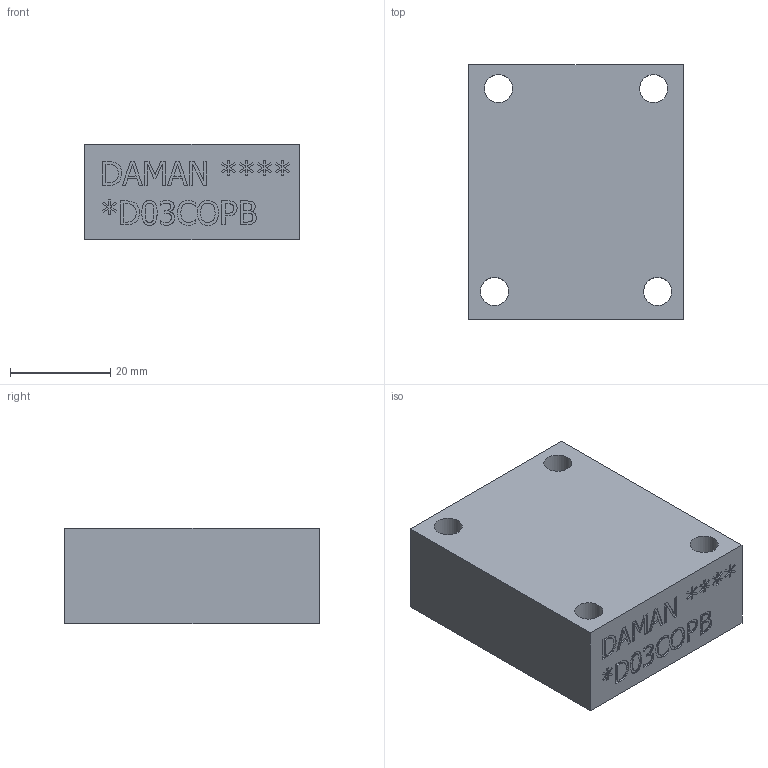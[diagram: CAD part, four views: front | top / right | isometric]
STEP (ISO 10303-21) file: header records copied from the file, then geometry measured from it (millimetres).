
FILE_DESCRIPTION(/* description */ (''),/* implementation_level */ '2;1');
FILE_NAME(/* name */ '_D03COPB.stp',/* time_stamp */ '2021-12-08T09:10:32-05:00',/* author */ ('jrf'),/* organization */ (''),/* preprocessor_version */ 'ST-DEVELOPER v18',/* originating_system */ 'Autodesk Inventor 2020',/* authorisation */ '');
FILE_SCHEMA (('AUTOMOTIVE_DESIGN { 1 0 10303 214 3 1 1 }'));
Length unit declared in the file: inch
Products named in the file (1): _D03COPB
Bounding box: 42.88 x 50.8 x 19.05 mm (x, y, z)
Volume: 36948.3 mm3; surface area: 10042.2 mm2
Topology: 1 solids, 1 shells, 338 faces, 919 edges, 613 vertices
Faces by surface type: plane 223, bspline 99, cylinder 15, cone 1
Full cylindrical faces by diameter (mm): 3.175 x1, 5.613 x4
Entity records: 11431 total; most frequent: CARTESIAN_POINT 3464, ORIENTED_EDGE 1836, DIRECTION 1236, EDGE_CURVE 918, LINE 684, VECTOR 684, VERTEX_POINT 613, EDGE_LOOP 377
